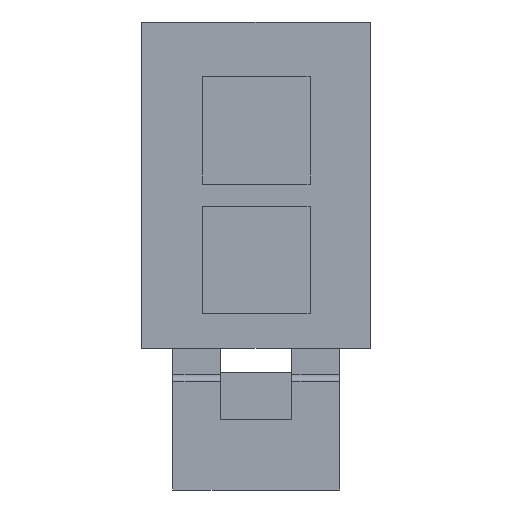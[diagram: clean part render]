
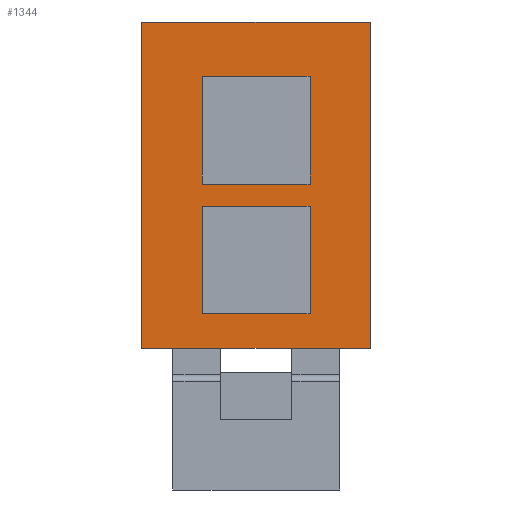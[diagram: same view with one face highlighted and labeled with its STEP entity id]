
A CAD part, front view. The second image highlights one B-rep face of the part: STEP entity #1344.
In plain terms, the highlighted planar face has unit normal (0, -1, 0).
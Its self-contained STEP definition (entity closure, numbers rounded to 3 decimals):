
#20=FACE_BOUND('',#174,.T.);
#21=FACE_BOUND('',#175,.T.);
#98=FACE_OUTER_BOUND('',#173,.T.);
#173=EDGE_LOOP('',(#1166,#1167,#1168,#1169));
#174=EDGE_LOOP('',(#1170,#1171,#1172,#1173));
#175=EDGE_LOOP('',(#1174,#1175,#1176,#1177));
#274=LINE('',#1979,#449);
#332=LINE('',#2110,#507);
#336=LINE('',#2121,#511);
#337=LINE('',#2123,#512);
#338=LINE('',#2126,#513);
#339=LINE('',#2128,#514);
#340=LINE('',#2130,#515);
#341=LINE('',#2131,#516);
#342=LINE('',#2134,#517);
#343=LINE('',#2136,#518);
#344=LINE('',#2138,#519);
#345=LINE('',#2139,#520);
#449=VECTOR('',#1611,5.28);
#507=VECTOR('',#1731,7.55);
#511=VECTOR('',#1743,7.55);
#512=VECTOR('',#1746,5.28);
#513=VECTOR('',#1747,2.49);
#514=VECTOR('',#1748,2.49);
#515=VECTOR('',#1749,2.49);
#516=VECTOR('',#1750,2.49);
#517=VECTOR('',#1751,2.49);
#518=VECTOR('',#1752,2.49);
#519=VECTOR('',#1753,2.49);
#520=VECTOR('',#1754,2.49);
#598=VERTEX_POINT('',#1976);
#599=VERTEX_POINT('',#1978);
#641=VERTEX_POINT('',#2109);
#644=VERTEX_POINT('',#2119);
#645=VERTEX_POINT('',#2124);
#646=VERTEX_POINT('',#2125);
#647=VERTEX_POINT('',#2127);
#648=VERTEX_POINT('',#2129);
#649=VERTEX_POINT('',#2132);
#650=VERTEX_POINT('',#2133);
#651=VERTEX_POINT('',#2135);
#652=VERTEX_POINT('',#2137);
#750=EDGE_CURVE('',#598,#599,#274,.T.);
#816=EDGE_CURVE('',#599,#641,#332,.T.);
#822=EDGE_CURVE('',#644,#598,#336,.T.);
#823=EDGE_CURVE('',#641,#644,#337,.T.);
#824=EDGE_CURVE('',#645,#646,#338,.T.);
#825=EDGE_CURVE('',#647,#645,#339,.T.);
#826=EDGE_CURVE('',#648,#647,#340,.T.);
#827=EDGE_CURVE('',#646,#648,#341,.T.);
#828=EDGE_CURVE('',#649,#650,#342,.T.);
#829=EDGE_CURVE('',#651,#649,#343,.T.);
#830=EDGE_CURVE('',#652,#651,#344,.T.);
#831=EDGE_CURVE('',#650,#652,#345,.T.);
#1166=ORIENTED_EDGE('',*,*,#823,.F.);
#1167=ORIENTED_EDGE('',*,*,#816,.F.);
#1168=ORIENTED_EDGE('',*,*,#750,.F.);
#1169=ORIENTED_EDGE('',*,*,#822,.F.);
#1170=ORIENTED_EDGE('',*,*,#824,.F.);
#1171=ORIENTED_EDGE('',*,*,#825,.F.);
#1172=ORIENTED_EDGE('',*,*,#826,.F.);
#1173=ORIENTED_EDGE('',*,*,#827,.F.);
#1174=ORIENTED_EDGE('',*,*,#828,.F.);
#1175=ORIENTED_EDGE('',*,*,#829,.F.);
#1176=ORIENTED_EDGE('',*,*,#830,.F.);
#1177=ORIENTED_EDGE('',*,*,#831,.F.);
#1274=PLANE('',#1440);
#1344=ADVANCED_FACE('',(#98,#20,#21),#1274,.T.);
#1440=AXIS2_PLACEMENT_3D('',#2122,#1744,#1745);
#1611=DIRECTION('',(-1.,0.,0.));
#1731=DIRECTION('',(0.,0.,1.));
#1743=DIRECTION('',(0.,0.,-1.));
#1744=DIRECTION('center_axis',(0.,-1.,0.));
#1745=DIRECTION('ref_axis',(0.,0.,-1.));
#1746=DIRECTION('',(1.,0.,0.));
#1747=DIRECTION('',(0.,0.,1.));
#1748=DIRECTION('',(1.,0.,0.));
#1749=DIRECTION('',(0.,0.,-1.));
#1750=DIRECTION('',(-1.,0.,0.));
#1751=DIRECTION('',(0.,0.,1.));
#1752=DIRECTION('',(1.,0.,0.));
#1753=DIRECTION('',(0.,0.,-1.));
#1754=DIRECTION('',(-1.,0.,0.));
#1976=CARTESIAN_POINT('',(2.635,-4.,-3.42));
#1978=CARTESIAN_POINT('',(-2.645,-4.,-3.42));
#1979=CARTESIAN_POINT('',(2.635,-4.,-3.42));
#2109=CARTESIAN_POINT('',(-2.645,-4.,4.13));
#2110=CARTESIAN_POINT('',(-2.645,-4.,-3.42));
#2119=CARTESIAN_POINT('',(2.635,-4.,4.13));
#2121=CARTESIAN_POINT('',(2.635,-4.,4.13));
#2122=CARTESIAN_POINT('Origin',(1.925,-4.,4.13));
#2123=CARTESIAN_POINT('',(-2.645,-4.,4.13));
#2124=CARTESIAN_POINT('',(1.245,-4.,-2.62));
#2125=CARTESIAN_POINT('',(1.245,-4.,-0.13));
#2126=CARTESIAN_POINT('',(1.245,-4.,-2.62));
#2127=CARTESIAN_POINT('',(-1.245,-4.,-2.62));
#2128=CARTESIAN_POINT('',(-1.245,-4.,-2.62));
#2129=CARTESIAN_POINT('',(-1.245,-4.,-0.13));
#2130=CARTESIAN_POINT('',(-1.245,-4.,-0.13));
#2131=CARTESIAN_POINT('',(1.245,-4.,-0.13));
#2132=CARTESIAN_POINT('',(1.245,-4.,0.38));
#2133=CARTESIAN_POINT('',(1.245,-4.,2.87));
#2134=CARTESIAN_POINT('',(1.245,-4.,0.38));
#2135=CARTESIAN_POINT('',(-1.245,-4.,0.38));
#2136=CARTESIAN_POINT('',(-1.245,-4.,0.38));
#2137=CARTESIAN_POINT('',(-1.245,-4.,2.87));
#2138=CARTESIAN_POINT('',(-1.245,-4.,2.87));
#2139=CARTESIAN_POINT('',(1.245,-4.,2.87));
